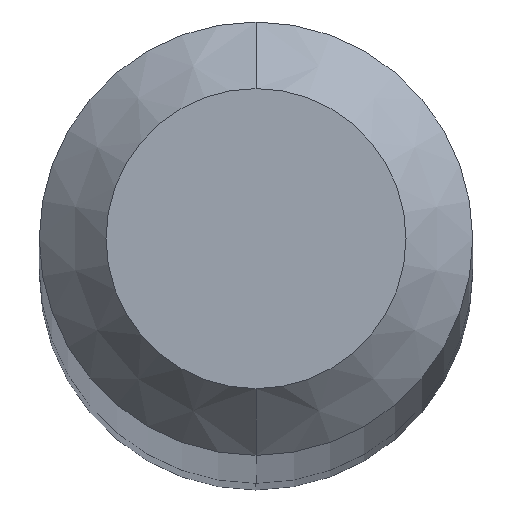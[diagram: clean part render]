
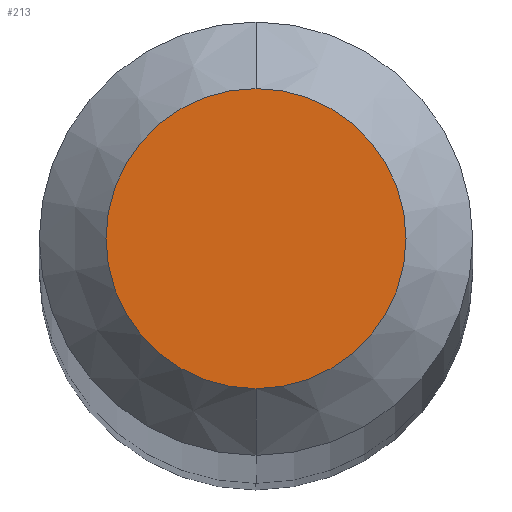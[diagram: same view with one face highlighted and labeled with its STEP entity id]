
A CAD part, top view. The second image highlights one B-rep face of the part: STEP entity #213.
In plain terms, the highlighted planar face has unit normal (0, 0, 1).
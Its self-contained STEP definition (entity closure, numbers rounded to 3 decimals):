
#3 = AXIS2_PLACEMENT_3D ( 'NONE', #318, #262, #290 ) ;
#31 = CARTESIAN_POINT ( 'NONE',  ( 0., 0., 30. ) ) ;
#91 = EDGE_CURVE ( 'NONE', #271, #310, #165, .T. ) ;
#99 = DIRECTION ( 'NONE',  ( 0., 0., -1. ) ) ;
#102 = DIRECTION ( 'NONE',  ( 0., 1., 0. ) ) ;
#122 = EDGE_LOOP ( 'NONE', ( #249, #251 ) ) ;
#128 = EDGE_CURVE ( 'NONE', #310, #271, #259, .T. ) ;
#165 = CIRCLE ( 'NONE', #205, 0.225 ) ;
#181 = CARTESIAN_POINT ( 'NONE',  ( 0., -0.225, 30. ) ) ;
#205 = AXIS2_PLACEMENT_3D ( 'NONE', #309, #99, #102 ) ;
#208 = DIRECTION ( 'NONE',  ( 0., 1., 0. ) ) ;
#212 = DIRECTION ( 'NONE',  ( 0., 0., -1. ) ) ;
#213 = ADVANCED_FACE ( 'NONE', ( #287 ), #214, .F. ) ;
#214 = PLANE ( 'NONE',  #3 ) ;
#218 = CARTESIAN_POINT ( 'NONE',  ( 0., 0.225, 30. ) ) ;
#222 = AXIS2_PLACEMENT_3D ( 'NONE', #31, #212, #208 ) ;
#249 = ORIENTED_EDGE ( 'NONE', *, *, #128, .F. ) ;
#251 = ORIENTED_EDGE ( 'NONE', *, *, #91, .F. ) ;
#259 = CIRCLE ( 'NONE', #222, 0.225 ) ;
#262 = DIRECTION ( 'NONE',  ( 0., 0., -1. ) ) ;
#271 = VERTEX_POINT ( 'NONE', #181 ) ;
#287 = FACE_OUTER_BOUND ( 'NONE', #122, .T. ) ;
#290 = DIRECTION ( 'NONE',  ( 0., 1., 0. ) ) ;
#309 = CARTESIAN_POINT ( 'NONE',  ( 0., 0., 30. ) ) ;
#310 = VERTEX_POINT ( 'NONE', #218 ) ;
#318 = CARTESIAN_POINT ( 'NONE',  ( 0., 0., 30. ) ) ;
